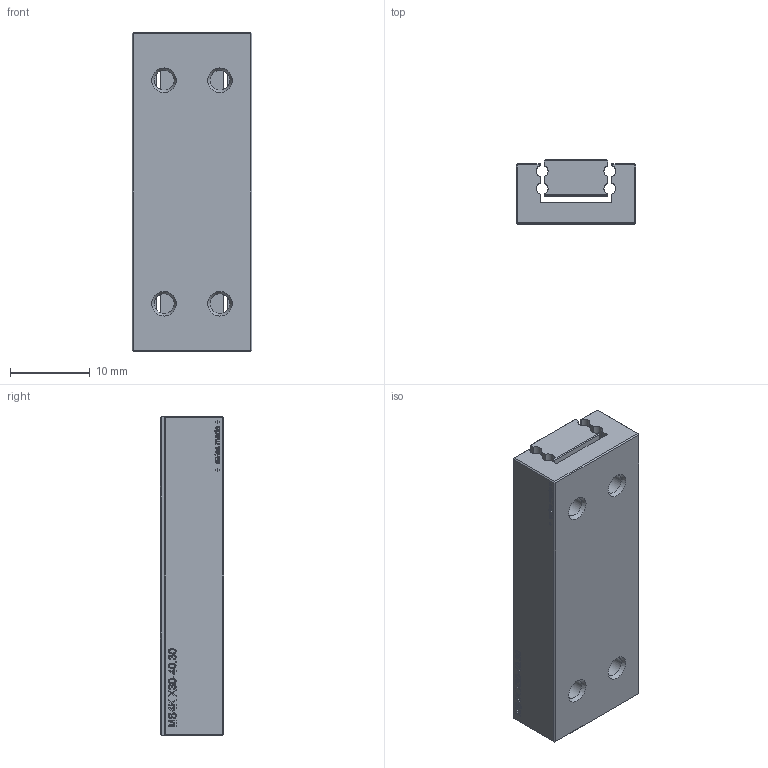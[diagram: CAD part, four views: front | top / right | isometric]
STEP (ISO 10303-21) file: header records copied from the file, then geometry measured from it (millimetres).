
FILE_DESCRIPTION(('FreeCAD Model'),'2;1');
FILE_NAME('MS4K X30-40.30.step', '2020-04-13T15:41:33',('Author'),(''), 'Open CASCADE STEP processor 6.8','FreeCAD','Unknown');
FILE_SCHEMA(('AUTOMOTIVE_DESIGN_CC2 { 1 2 10303 214 -1 1 5 4 }'));
Length unit declared in the file: millimetre
Products named in the file (3): ASSEMBLY; DP; TT
Assembly tree (2 placements, depth 2):
  ASSEMBLY
    DP
    TT
Bounding box: 15 x 8 x 40 mm (x, y, z)
Volume: 3912.8 mm3; surface area: 3659.5 mm2
Topology: 2 solids, 2 shells, 631 faces, 1734 edges, 1138 vertices
Faces by surface type: extrusion 331, plane 280, cylinder 16, cone 4
Full cylindrical faces by diameter (mm): 2.5 x6, 4.25 x2
Entity records: 42903 total; most frequent: CARTESIAN_POINT 10416, DIRECTION 4817, VECTOR 4101, LINE 3770, ORIENTED_EDGE 3468, PCURVE 3468, DEFINITIONAL_REPRESENTATION 3468, EDGE_CURVE 1734
